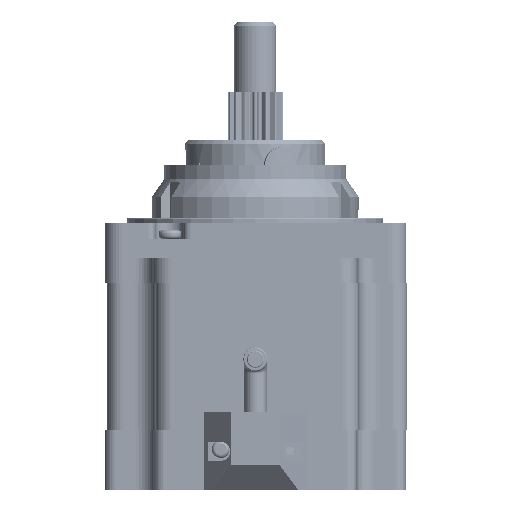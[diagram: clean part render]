
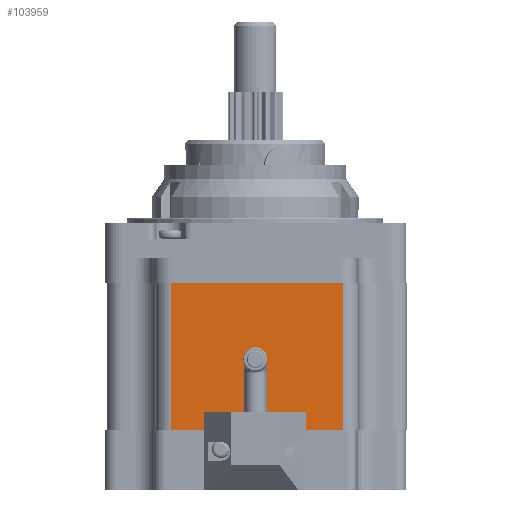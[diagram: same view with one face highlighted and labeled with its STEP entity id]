
A CAD part, front view. The second image highlights one B-rep face of the part: STEP entity #103959.
In plain terms, the highlighted planar face has unit normal (0, -1, 0).
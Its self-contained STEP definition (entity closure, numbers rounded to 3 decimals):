
#2031 = CARTESIAN_POINT ( 'NONE',  ( 23.931, -42.683, 42. ) ) ;
#3225 = ORIENTED_EDGE ( 'NONE', *, *, #46654, .F. ) ;
#3723 = PLANE ( 'NONE',  #13877 ) ;
#4539 = CARTESIAN_POINT ( 'NONE',  ( 23.931, -42.683, 42. ) ) ;
#6204 = DIRECTION ( 'NONE',  ( 0., 0., -1. ) ) ;
#13877 = AXIS2_PLACEMENT_3D ( 'NONE', #2031, #47933, #30114 ) ;
#14487 = VECTOR ( 'NONE', #82047, 1000. ) ;
#16529 = VECTOR ( 'NONE', #57504, 1000. ) ;
#30114 = DIRECTION ( 'NONE',  ( 0., 0., 1. ) ) ;
#34571 = VECTOR ( 'NONE', #6204, 1000. ) ;
#35865 = CARTESIAN_POINT ( 'NONE',  ( 23.931, -42.683, 42. ) ) ;
#43031 = EDGE_CURVE ( 'NONE', #75745, #61879, #69818, .T. ) ;
#44738 = EDGE_CURVE ( 'NONE', #101215, #61879, #49874, .T. ) ;
#46654 = EDGE_CURVE ( 'NONE', #62265, #101215, #94427, .T. ) ;
#47933 = DIRECTION ( 'NONE',  ( 0., 1., 0. ) ) ;
#48359 = EDGE_CURVE ( 'NONE', #62265, #75745, #100525, .T. ) ;
#48372 = ORIENTED_EDGE ( 'NONE', *, *, #48359, .T. ) ;
#49874 = LINE ( 'NONE', #85970, #34571 ) ;
#51488 = EDGE_LOOP ( 'NONE', ( #111231, #74639, #3225, #48372 ) ) ;
#54817 = FACE_OUTER_BOUND ( 'NONE', #51488, .T. ) ;
#57504 = DIRECTION ( 'NONE',  ( 0., 0., -1. ) ) ;
#61879 = VERTEX_POINT ( 'NONE', #62654 ) ;
#62265 = VERTEX_POINT ( 'NONE', #76765 ) ;
#62654 = CARTESIAN_POINT ( 'NONE',  ( 23.931, -42.683, 0. ) ) ;
#69818 = LINE ( 'NONE', #113377, #102105 ) ;
#74639 = ORIENTED_EDGE ( 'NONE', *, *, #44738, .F. ) ;
#75745 = VERTEX_POINT ( 'NONE', #86379 ) ;
#76765 = CARTESIAN_POINT ( 'NONE',  ( -25.009, -42.683, 42. ) ) ;
#78998 = DIRECTION ( 'NONE',  ( 1., 0., 0. ) ) ;
#82047 = DIRECTION ( 'NONE',  ( 1., 0., 0. ) ) ;
#85970 = CARTESIAN_POINT ( 'NONE',  ( 23.931, -42.683, 42. ) ) ;
#86379 = CARTESIAN_POINT ( 'NONE',  ( -25.009, -42.683, 0. ) ) ;
#94427 = LINE ( 'NONE', #4539, #14487 ) ;
#100525 = LINE ( 'NONE', #102797, #16529 ) ;
#101215 = VERTEX_POINT ( 'NONE', #35865 ) ;
#102105 = VECTOR ( 'NONE', #78998, 1000. ) ;
#102797 = CARTESIAN_POINT ( 'NONE',  ( -25.009, -42.683, 42. ) ) ;
#103959 = ADVANCED_FACE ( 'NONE', ( #54817 ), #3723, .F. ) ;
#111231 = ORIENTED_EDGE ( 'NONE', *, *, #43031, .T. ) ;
#113377 = CARTESIAN_POINT ( 'NONE',  ( 23.931, -42.683, 0. ) ) ;
